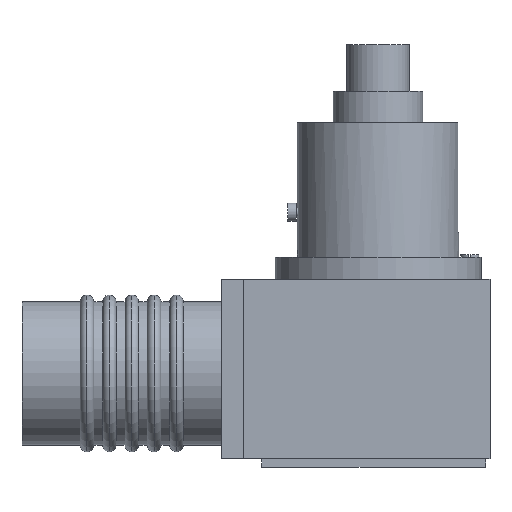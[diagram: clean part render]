
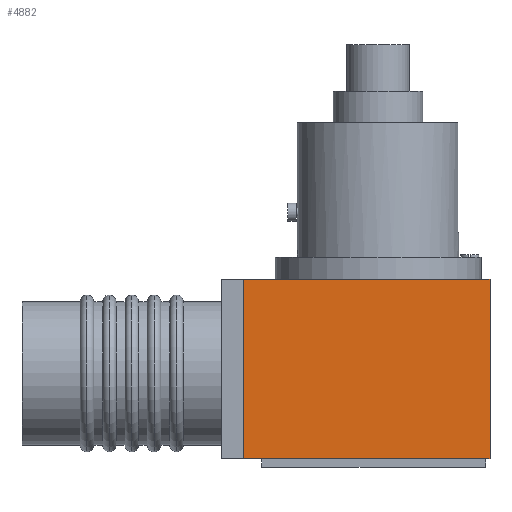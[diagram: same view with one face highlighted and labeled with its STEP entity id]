
A CAD part, front view. The second image highlights one B-rep face of the part: STEP entity #4882.
In plain terms, the highlighted planar face has unit normal (0, -1, 0).
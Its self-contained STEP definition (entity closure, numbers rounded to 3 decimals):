
#4380 = VERTEX_POINT('',#4381);
#4381 = CARTESIAN_POINT('',(-60000.,-50000.,10000.));
#4389 = EDGE_CURVE('',#4380,#4390,#4392,.T.);
#4390 = VERTEX_POINT('',#4391);
#4391 = CARTESIAN_POINT('',(50000.,-50000.,10000.));
#4392 = LINE('',#4393,#4394);
#4393 = CARTESIAN_POINT('',(-60000.,-50000.,10000.));
#4394 = VECTOR('',#4395,1000.);
#4395 = DIRECTION('',(1.,0.,0.));
#4470 = EDGE_CURVE('',#4471,#4380,#4473,.T.);
#4471 = VERTEX_POINT('',#4472);
#4472 = CARTESIAN_POINT('',(-60000.,-50000.,-70000.));
#4473 = LINE('',#4474,#4475);
#4474 = CARTESIAN_POINT('',(-60000.,-50000.,-70000.));
#4475 = VECTOR('',#4476,1000.);
#4476 = DIRECTION('',(0.,0.,1.));
#4504 = EDGE_CURVE('',#4471,#4505,#4507,.T.);
#4505 = VERTEX_POINT('',#4506);
#4506 = CARTESIAN_POINT('',(50000.,-50000.,-70000.));
#4507 = LINE('',#4508,#4509);
#4508 = CARTESIAN_POINT('',(-60000.,-50000.,-70000.));
#4509 = VECTOR('',#4510,1000.);
#4510 = DIRECTION('',(1.,0.,0.));
#4528 = EDGE_CURVE('',#4505,#4390,#4529,.T.);
#4529 = LINE('',#4530,#4531);
#4530 = CARTESIAN_POINT('',(50000.,-50000.,-70000.));
#4531 = VECTOR('',#4532,1000.);
#4532 = DIRECTION('',(0.,0.,1.));
#4882 = ADVANCED_FACE('',(#4883),#4889,.F.);
#4883 = FACE_BOUND('',#4884,.F.);
#4884 = EDGE_LOOP('',(#4885,#4886,#4887,#4888));
#4885 = ORIENTED_EDGE('',*,*,#4504,.F.);
#4886 = ORIENTED_EDGE('',*,*,#4470,.T.);
#4887 = ORIENTED_EDGE('',*,*,#4389,.T.);
#4888 = ORIENTED_EDGE('',*,*,#4528,.F.);
#4889 = PLANE('',#4890);
#4890 = AXIS2_PLACEMENT_3D('',#4891,#4892,#4893);
#4891 = CARTESIAN_POINT('',(-60000.,-50000.,-70000.));
#4892 = DIRECTION('',(0.,1.,0.));
#4893 = DIRECTION('',(0.,0.,1.));
